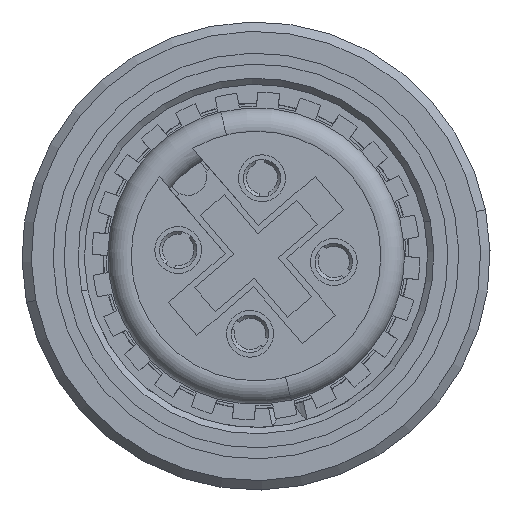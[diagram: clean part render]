
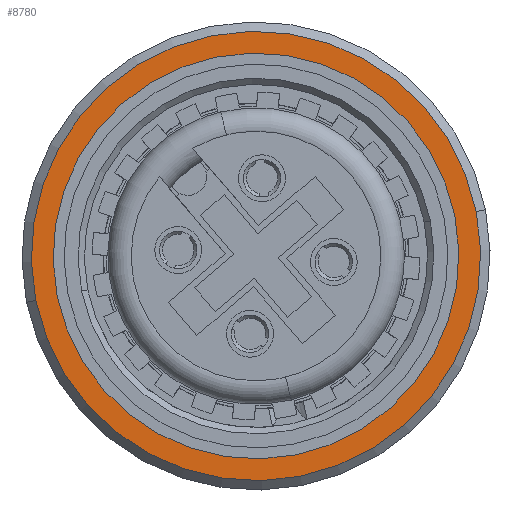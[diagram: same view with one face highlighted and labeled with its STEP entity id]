
A CAD part, left-side view. The second image highlights one B-rep face of the part: STEP entity #8780.
In plain terms, the highlighted planar face has unit normal (-1, 0, 0).
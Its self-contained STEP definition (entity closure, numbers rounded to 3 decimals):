
#2480=CARTESIAN_POINT('',(5.324,0.,0.));
#2481=DIRECTION('',(1.,0.,0.));
#2482=DIRECTION('',(0.,0.98,-0.198));
#2483=AXIS2_PLACEMENT_3D('',#2480,#2481,#2482);
#2485=CARTESIAN_POINT('',(5.324,0.,0.));
#2486=DIRECTION('',(1.,0.,0.));
#2487=DIRECTION('',(0.,-0.98,0.198));
#2488=AXIS2_PLACEMENT_3D('',#2485,#2486,#2487);
#2490=CARTESIAN_POINT('',(5.324,0.,0.));
#2491=DIRECTION('',(-1.,0.,0.));
#2492=DIRECTION('',(0.,0.98,-0.198));
#2493=AXIS2_PLACEMENT_3D('',#2490,#2491,#2492);
#2495=CARTESIAN_POINT('',(5.324,0.,0.));
#2496=DIRECTION('',(-1.,0.,0.));
#2497=DIRECTION('',(0.,-0.98,0.198));
#2498=AXIS2_PLACEMENT_3D('',#2495,#2496,#2497);
#4646=CARTESIAN_POINT('',(5.324,-7.058,1.423));
#4647=CARTESIAN_POINT('',(5.324,7.058,-1.423));
#4648=VERTEX_POINT('',#4646);
#4649=VERTEX_POINT('',#4647);
#4654=CARTESIAN_POINT('',(5.324,6.372,-1.285));
#4655=CARTESIAN_POINT('',(5.324,-6.372,1.285));
#4656=VERTEX_POINT('',#4654);
#4657=VERTEX_POINT('',#4655);
#8764=CARTESIAN_POINT('',(5.324,0.,
0.));
#8765=DIRECTION('',(1.,0.,0.));
#8766=DIRECTION('',(0.,-0.98,0.198));
#8767=AXIS2_PLACEMENT_3D('',#8764,#8765,#8766);
#8768=PLANE('',#8767);
#8770=ORIENTED_EDGE('',*,*,#8769,.T.);
#8771=ORIENTED_EDGE('',*,*,#8754,.T.);
#8772=EDGE_LOOP('',(#8770,#8771));
#8773=FACE_OUTER_BOUND('',#8772,.F.);
#8775=ORIENTED_EDGE('',*,*,#8774,.T.);
#8777=ORIENTED_EDGE('',*,*,#8776,.T.);
#8778=EDGE_LOOP('',(#8775,#8777));
#8779=FACE_BOUND('',#8778,.F.);
#2484=CIRCLE('',#2483,7.2);
#2489=CIRCLE('',#2488,7.2);
#2494=CIRCLE('',#2493,6.5);
#2499=CIRCLE('',#2498,6.5);
#8754=EDGE_CURVE('',#4648,#4649,#2489,.T.);
#8769=EDGE_CURVE('',#4649,#4648,#2484,.T.);
#8774=EDGE_CURVE('',#4656,#4657,#2494,.T.);
#8776=EDGE_CURVE('',#4657,#4656,#2499,.T.);
#8780=ADVANCED_FACE('',(#8773,#8779),#8768,.F.);
